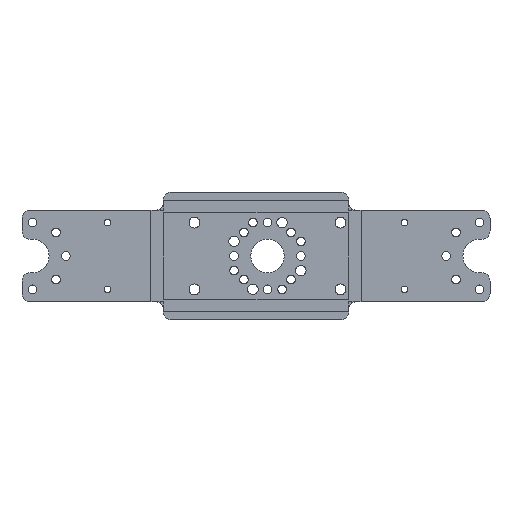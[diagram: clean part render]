
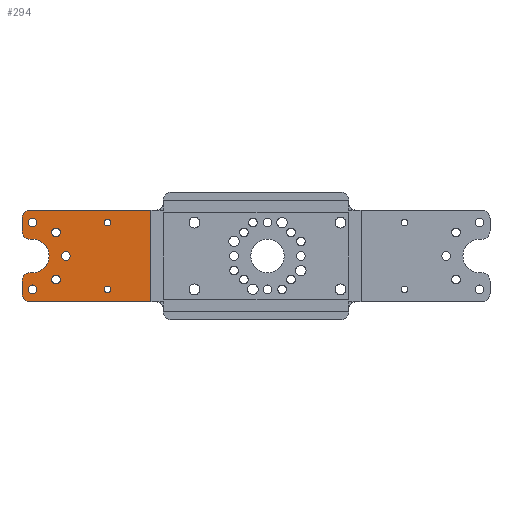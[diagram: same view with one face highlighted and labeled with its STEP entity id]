
A CAD part, top view. The second image highlights one B-rep face of the part: STEP entity #294.
In plain terms, the highlighted planar face has unit normal (0, 0, 1).
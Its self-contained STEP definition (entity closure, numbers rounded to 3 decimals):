
#294=ADVANCED_FACE('',(#494,#495,#496,#497,#498,#499,#500,#501),#449,.T.);
#449=PLANE('',#3040);
#494=FACE_BOUND('',#570,.T.);
#495=FACE_BOUND('',#571,.T.);
#496=FACE_BOUND('',#572,.T.);
#497=FACE_BOUND('',#573,.T.);
#498=FACE_BOUND('',#574,.T.);
#499=FACE_BOUND('',#575,.T.);
#500=FACE_BOUND('',#576,.T.);
#501=FACE_BOUND('',#577,.T.);
#570=EDGE_LOOP('',(#1002,#1003,#1004,#1005,#1006,#1007,#1008,#1009,#1010,
#1011,#1012,#1013,#1014,#1015));
#571=EDGE_LOOP('',(#1016,#1017));
#572=EDGE_LOOP('',(#1018,#1019));
#573=EDGE_LOOP('',(#1020,#1021));
#574=EDGE_LOOP('',(#1022,#1023));
#575=EDGE_LOOP('',(#1024,#1025));
#576=EDGE_LOOP('',(#1026,#1027));
#577=EDGE_LOOP('',(#1028,#1029));
#796=CIRCLE('',#3019,11.);
#797=CIRCLE('',#3020,2.);
#798=CIRCLE('',#3021,2.);
#799=CIRCLE('',#3022,4.);
#800=CIRCLE('',#3023,2.);
#801=CIRCLE('',#3024,2.);
#802=CIRCLE('',#3025,11.);
#803=CIRCLE('',#3026,0.8);
#804=CIRCLE('',#3027,0.8);
#805=CIRCLE('',#3028,0.8);
#806=CIRCLE('',#3029,0.8);
#807=CIRCLE('',#3030,1.05);
#808=CIRCLE('',#3031,1.05);
#809=CIRCLE('',#3032,1.05);
#810=CIRCLE('',#3033,1.05);
#811=CIRCLE('',#3034,1.05);
#812=CIRCLE('',#3035,1.05);
#813=CIRCLE('',#3036,1.05);
#814=CIRCLE('',#3037,1.05);
#815=CIRCLE('',#3038,1.05);
#816=CIRCLE('',#3039,1.05);
#1002=ORIENTED_EDGE('',*,*,#2140,.F.);
#1003=ORIENTED_EDGE('',*,*,#2141,.T.);
#1004=ORIENTED_EDGE('',*,*,#2142,.T.);
#1005=ORIENTED_EDGE('',*,*,#2143,.F.);
#1006=ORIENTED_EDGE('',*,*,#2144,.T.);
#1007=ORIENTED_EDGE('',*,*,#2145,.F.);
#1008=ORIENTED_EDGE('',*,*,#2146,.T.);
#1009=ORIENTED_EDGE('',*,*,#2147,.F.);
#1010=ORIENTED_EDGE('',*,*,#2148,.F.);
#1011=ORIENTED_EDGE('',*,*,#2149,.F.);
#1012=ORIENTED_EDGE('',*,*,#2150,.T.);
#1013=ORIENTED_EDGE('',*,*,#2151,.F.);
#1014=ORIENTED_EDGE('',*,*,#2152,.T.);
#1015=ORIENTED_EDGE('',*,*,#2153,.F.);
#1016=ORIENTED_EDGE('',*,*,#2154,.F.);
#1017=ORIENTED_EDGE('',*,*,#2155,.F.);
#1018=ORIENTED_EDGE('',*,*,#2156,.F.);
#1019=ORIENTED_EDGE('',*,*,#2157,.F.);
#1020=ORIENTED_EDGE('',*,*,#2158,.T.);
#1021=ORIENTED_EDGE('',*,*,#2159,.T.);
#1022=ORIENTED_EDGE('',*,*,#2160,.T.);
#1023=ORIENTED_EDGE('',*,*,#2161,.T.);
#1024=ORIENTED_EDGE('',*,*,#2162,.T.);
#1025=ORIENTED_EDGE('',*,*,#2163,.T.);
#1026=ORIENTED_EDGE('',*,*,#2164,.T.);
#1027=ORIENTED_EDGE('',*,*,#2165,.T.);
#1028=ORIENTED_EDGE('',*,*,#2166,.T.);
#1029=ORIENTED_EDGE('',*,*,#2167,.T.);
#1862=VERTEX_POINT('',#4330);
#1863=VERTEX_POINT('',#4331);
#1864=VERTEX_POINT('',#4333);
#1865=VERTEX_POINT('',#4335);
#1866=VERTEX_POINT('',#4337);
#1867=VERTEX_POINT('',#4339);
#1868=VERTEX_POINT('',#4341);
#1869=VERTEX_POINT('',#4343);
#1870=VERTEX_POINT('',#4345);
#1871=VERTEX_POINT('',#4347);
#1872=VERTEX_POINT('',#4349);
#1873=VERTEX_POINT('',#4351);
#1874=VERTEX_POINT('',#4353);
#1875=VERTEX_POINT('',#4355);
#1876=VERTEX_POINT('',#4358);
#1877=VERTEX_POINT('',#4359);
#1878=VERTEX_POINT('',#4362);
#1879=VERTEX_POINT('',#4363);
#1880=VERTEX_POINT('',#4366);
#1881=VERTEX_POINT('',#4367);
#1882=VERTEX_POINT('',#4370);
#1883=VERTEX_POINT('',#4371);
#1884=VERTEX_POINT('',#4374);
#1885=VERTEX_POINT('',#4375);
#1886=VERTEX_POINT('',#4378);
#1887=VERTEX_POINT('',#4379);
#1888=VERTEX_POINT('',#4382);
#1889=VERTEX_POINT('',#4383);
#2140=EDGE_CURVE('',#1862,#1863,#2570,.T.);
#2141=EDGE_CURVE('',#1862,#1864,#2571,.T.);
#2142=EDGE_CURVE('',#1864,#1865,#796,.T.);
#2143=EDGE_CURVE('',#1866,#1865,#797,.T.);
#2144=EDGE_CURVE('',#1866,#1867,#2572,.T.);
#2145=EDGE_CURVE('',#1868,#1867,#798,.T.);
#2146=EDGE_CURVE('',#1868,#1869,#2573,.T.);
#2147=EDGE_CURVE('',#1870,#1869,#799,.T.);
#2148=EDGE_CURVE('',#1871,#1870,#2574,.T.);
#2149=EDGE_CURVE('',#1872,#1871,#800,.T.);
#2150=EDGE_CURVE('',#1872,#1873,#2575,.T.);
#2151=EDGE_CURVE('',#1874,#1873,#801,.T.);
#2152=EDGE_CURVE('',#1874,#1875,#802,.T.);
#2153=EDGE_CURVE('',#1863,#1875,#2576,.T.);
#2154=EDGE_CURVE('',#1876,#1877,#803,.T.);
#2155=EDGE_CURVE('',#1877,#1876,#804,.T.);
#2156=EDGE_CURVE('',#1878,#1879,#805,.T.);
#2157=EDGE_CURVE('',#1879,#1878,#806,.T.);
#2158=EDGE_CURVE('',#1880,#1881,#807,.T.);
#2159=EDGE_CURVE('',#1881,#1880,#808,.T.);
#2160=EDGE_CURVE('',#1882,#1883,#809,.T.);
#2161=EDGE_CURVE('',#1883,#1882,#810,.T.);
#2162=EDGE_CURVE('',#1884,#1885,#811,.T.);
#2163=EDGE_CURVE('',#1885,#1884,#812,.T.);
#2164=EDGE_CURVE('',#1886,#1887,#813,.T.);
#2165=EDGE_CURVE('',#1887,#1886,#814,.T.);
#2166=EDGE_CURVE('',#1888,#1889,#815,.T.);
#2167=EDGE_CURVE('',#1889,#1888,#816,.T.);
#2570=LINE('',#4329,#2794);
#2571=LINE('',#4332,#2795);
#2572=LINE('',#4338,#2796);
#2573=LINE('',#4342,#2797);
#2574=LINE('',#4346,#2798);
#2575=LINE('',#4350,#2799);
#2576=LINE('',#4356,#2800);
#2794=VECTOR('',#3382,1.);
#2795=VECTOR('',#3383,1.);
#2796=VECTOR('',#3388,1.);
#2797=VECTOR('',#3391,1.);
#2798=VECTOR('',#3394,1.);
#2799=VECTOR('',#3397,1.);
#2800=VECTOR('',#3402,1.);
#3019=AXIS2_PLACEMENT_3D('',#4334,#3384,#3385);
#3020=AXIS2_PLACEMENT_3D('',#4336,#3386,#3387);
#3021=AXIS2_PLACEMENT_3D('',#4340,#3389,#3390);
#3022=AXIS2_PLACEMENT_3D('',#4344,#3392,#3393);
#3023=AXIS2_PLACEMENT_3D('',#4348,#3395,#3396);
#3024=AXIS2_PLACEMENT_3D('',#4352,#3398,#3399);
#3025=AXIS2_PLACEMENT_3D('',#4354,#3400,#3401);
#3026=AXIS2_PLACEMENT_3D('',#4357,#3403,#3404);
#3027=AXIS2_PLACEMENT_3D('',#4360,#3405,#3406);
#3028=AXIS2_PLACEMENT_3D('',#4361,#3407,#3408);
#3029=AXIS2_PLACEMENT_3D('',#4364,#3409,#3410);
#3030=AXIS2_PLACEMENT_3D('',#4365,#3411,#3412);
#3031=AXIS2_PLACEMENT_3D('',#4368,#3413,#3414);
#3032=AXIS2_PLACEMENT_3D('',#4369,#3415,#3416);
#3033=AXIS2_PLACEMENT_3D('',#4372,#3417,#3418);
#3034=AXIS2_PLACEMENT_3D('',#4373,#3419,#3420);
#3035=AXIS2_PLACEMENT_3D('',#4376,#3421,#3422);
#3036=AXIS2_PLACEMENT_3D('',#4377,#3423,#3424);
#3037=AXIS2_PLACEMENT_3D('',#4380,#3425,#3426);
#3038=AXIS2_PLACEMENT_3D('',#4381,#3427,#3428);
#3039=AXIS2_PLACEMENT_3D('',#4384,#3429,#3430);
#3040=AXIS2_PLACEMENT_3D('',#4385,#3431,#3432);
#3382=DIRECTION('',(0.,-1.,0.));
#3383=DIRECTION('',(-1.,0.,0.));
#3384=DIRECTION('',(0.,0.,1.));
#3385=DIRECTION('',(0.,1.,0.));
#3386=DIRECTION('',(0.,0.,-1.));
#3387=DIRECTION('',(-1.,0.,0.));
#3388=DIRECTION('',(0.,-1.,0.));
#3389=DIRECTION('',(0.,0.,-1.));
#3390=DIRECTION('',(0.,-1.,0.));
#3391=DIRECTION('',(1.,0.,0.));
#3392=DIRECTION('',(0.,0.,1.));
#3393=DIRECTION('',(0.,-1.,0.));
#3394=DIRECTION('',(1.,0.,0.));
#3395=DIRECTION('',(0.,0.,-1.));
#3396=DIRECTION('',(-1.,0.,0.));
#3397=DIRECTION('',(0.,-1.,0.));
#3398=DIRECTION('',(0.,0.,-1.));
#3399=DIRECTION('',(-0.056,-0.998,0.));
#3400=DIRECTION('',(0.,0.,1.));
#3401=DIRECTION('',(-0.056,-0.998,0.));
#3402=DIRECTION('',(-1.,0.,0.));
#3403=DIRECTION('',(0.,0.,1.));
#3404=DIRECTION('',(1.,0.,0.));
#3405=DIRECTION('',(0.,0.,1.));
#3406=DIRECTION('',(-1.,0.,0.));
#3407=DIRECTION('',(0.,0.,1.));
#3408=DIRECTION('',(1.,0.,0.));
#3409=DIRECTION('',(0.,0.,1.));
#3410=DIRECTION('',(-1.,0.,0.));
#3411=DIRECTION('',(0.,0.,-1.));
#3412=DIRECTION('',(1.,0.,0.));
#3413=DIRECTION('',(0.,0.,-1.));
#3414=DIRECTION('',(-1.,0.,0.));
#3415=DIRECTION('',(0.,0.,-1.));
#3416=DIRECTION('',(1.,0.,0.));
#3417=DIRECTION('',(0.,0.,-1.));
#3418=DIRECTION('',(-1.,0.,0.));
#3419=DIRECTION('',(0.,0.,-1.));
#3420=DIRECTION('',(1.,0.,0.));
#3421=DIRECTION('',(0.,0.,-1.));
#3422=DIRECTION('',(-1.,0.,0.));
#3423=DIRECTION('',(0.,0.,-1.));
#3424=DIRECTION('',(1.,0.,0.));
#3425=DIRECTION('',(0.,0.,-1.));
#3426=DIRECTION('',(-1.,0.,0.));
#3427=DIRECTION('',(0.,0.,-1.));
#3428=DIRECTION('',(1.,0.,0.));
#3429=DIRECTION('',(0.,0.,-1.));
#3430=DIRECTION('',(-1.,0.,0.));
#3431=DIRECTION('',(0.,0.,1.));
#3432=DIRECTION('',(1.,0.,0.));
#4329=CARTESIAN_POINT('',(40.233,190.428,2.));
#4330=CARTESIAN_POINT('',(40.233,190.428,2.));
#4331=CARTESIAN_POINT('',(40.233,168.428,2.));
#4332=CARTESIAN_POINT('',(41.322,190.428,2.));
#4333=CARTESIAN_POINT('',(11.822,190.428,2.));
#4334=CARTESIAN_POINT('',(11.822,179.428,2.));
#4335=CARTESIAN_POINT('',(11.211,190.411,2.));
#4336=CARTESIAN_POINT('',(11.322,188.414,2.));
#4337=CARTESIAN_POINT('',(9.322,188.414,2.));
#4338=CARTESIAN_POINT('',(9.322,188.414,2.));
#4339=CARTESIAN_POINT('',(9.322,185.428,2.));
#4340=CARTESIAN_POINT('',(11.322,185.428,2.));
#4341=CARTESIAN_POINT('',(11.322,183.428,2.));
#4342=CARTESIAN_POINT('',(11.322,183.428,2.));
#4343=CARTESIAN_POINT('',(11.822,183.428,2.));
#4344=CARTESIAN_POINT('',(11.822,179.428,2.));
#4345=CARTESIAN_POINT('',(11.822,175.428,2.));
#4346=CARTESIAN_POINT('',(11.322,175.428,2.));
#4347=CARTESIAN_POINT('',(11.322,175.428,2.));
#4348=CARTESIAN_POINT('',(11.322,173.428,2.));
#4349=CARTESIAN_POINT('',(9.322,173.428,2.));
#4350=CARTESIAN_POINT('',(9.322,173.428,2.));
#4351=CARTESIAN_POINT('',(9.322,170.442,2.));
#4352=CARTESIAN_POINT('',(11.322,170.442,2.));
#4353=CARTESIAN_POINT('',(11.211,168.445,2.));
#4354=CARTESIAN_POINT('',(11.822,179.428,2.));
#4355=CARTESIAN_POINT('',(11.822,168.428,2.));
#4356=CARTESIAN_POINT('',(41.322,168.428,2.));
#4357=CARTESIAN_POINT('',(29.822,171.428,2.));
#4358=CARTESIAN_POINT('',(30.622,171.428,2.));
#4359=CARTESIAN_POINT('',(29.022,171.428,2.));
#4360=CARTESIAN_POINT('',(29.822,171.428,2.));
#4361=CARTESIAN_POINT('',(29.822,187.428,2.));
#4362=CARTESIAN_POINT('',(30.622,187.428,2.));
#4363=CARTESIAN_POINT('',(29.022,187.428,2.));
#4364=CARTESIAN_POINT('',(29.822,187.428,2.));
#4365=CARTESIAN_POINT('',(11.822,171.428,2.));
#4366=CARTESIAN_POINT('',(12.872,171.428,2.));
#4367=CARTESIAN_POINT('',(10.772,171.428,2.));
#4368=CARTESIAN_POINT('',(11.822,171.428,2.));
#4369=CARTESIAN_POINT('',(17.479,173.771,2.));
#4370=CARTESIAN_POINT('',(18.529,173.771,2.));
#4371=CARTESIAN_POINT('',(16.429,173.771,2.));
#4372=CARTESIAN_POINT('',(17.479,173.771,2.));
#4373=CARTESIAN_POINT('',(19.822,179.428,2.));
#4374=CARTESIAN_POINT('',(20.872,179.428,2.));
#4375=CARTESIAN_POINT('',(18.772,179.428,2.));
#4376=CARTESIAN_POINT('',(19.822,179.428,2.));
#4377=CARTESIAN_POINT('',(17.479,185.085,2.));
#4378=CARTESIAN_POINT('',(18.529,185.085,2.));
#4379=CARTESIAN_POINT('',(16.429,185.085,2.));
#4380=CARTESIAN_POINT('',(17.479,185.085,2.));
#4381=CARTESIAN_POINT('',(11.822,187.428,2.));
#4382=CARTESIAN_POINT('',(12.872,187.428,2.));
#4383=CARTESIAN_POINT('',(10.772,187.428,2.));
#4384=CARTESIAN_POINT('',(11.822,187.428,2.));
#4385=CARTESIAN_POINT('',(41.322,190.428,2.));
